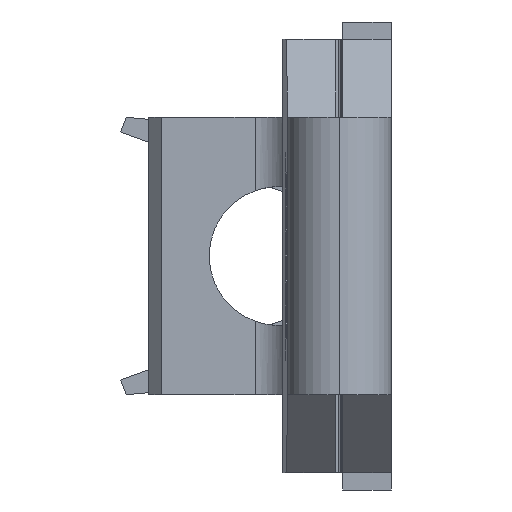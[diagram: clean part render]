
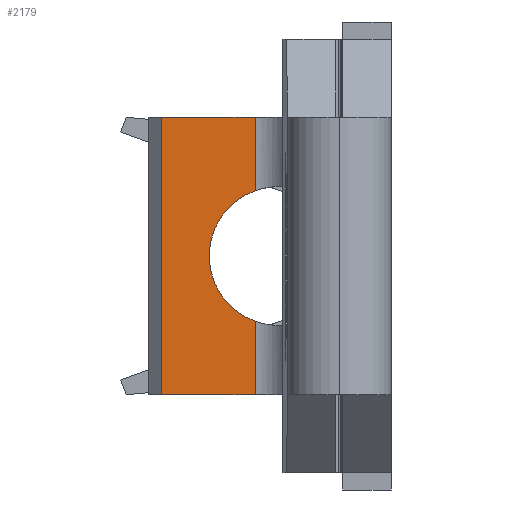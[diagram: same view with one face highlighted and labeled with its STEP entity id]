
A CAD part, left-side view. The second image highlights one B-rep face of the part: STEP entity #2179.
In plain terms, the highlighted planar face has unit normal (-1, 0, 0).
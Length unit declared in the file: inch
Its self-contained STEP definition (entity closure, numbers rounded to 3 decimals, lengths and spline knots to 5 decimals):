
#38 = ORIENTED_EDGE ( 'NONE', *, *, #392, .T. ) ;
#196 = ORIENTED_EDGE ( 'NONE', *, *, #280, .T. ) ;
#261 = CARTESIAN_POINT ( 'NONE',  ( 0.72, 0.1025, -0.08 ) ) ;
#280 = EDGE_CURVE ( 'NONE', #3964, #3246, #2836, .T. ) ;
#360 = ORIENTED_EDGE ( 'NONE', *, *, #447, .T. ) ;
#392 = EDGE_CURVE ( 'NONE', #4583, #3482, #1022, .T. ) ;
#398 = EDGE_CURVE ( 'NONE', #480, #3482, #869, .T. ) ;
#410 = DIRECTION ( 'NONE',  ( 0., 1., 0. ) ) ;
#433 = EDGE_CURVE ( 'NONE', #480, #3964, #4678, .T. ) ;
#443 = EDGE_CURVE ( 'NONE', #4583, #3962, #630, .T. ) ;
#447 = EDGE_CURVE ( 'NONE', #3246, #3962, #4571, .T. ) ;
#480 = VERTEX_POINT ( 'NONE', #1744 ) ;
#630 = LINE ( 'NONE', #1152, #3530 ) ;
#710 = ORIENTED_EDGE ( 'NONE', *, *, #398, .F. ) ;
#869 = LINE ( 'NONE', #3730, #3762 ) ;
#959 = DIRECTION ( 'NONE',  ( 0., 0., -1. ) ) ;
#1022 = CIRCLE ( 'NONE', #1050, 0.04 ) ;
#1050 = AXIS2_PLACEMENT_3D ( 'NONE', #1503, #4130, #1884 ) ;
#1152 = CARTESIAN_POINT ( 'NONE',  ( 0.72, 0.0485, 0.125 ) ) ;
#1234 = CARTESIAN_POINT ( 'NONE',  ( 0.72, 0.1025, 0.125 ) ) ;
#1503 = CARTESIAN_POINT ( 'NONE',  ( 0.72, 0.035, 0. ) ) ;
#1559 = VECTOR ( 'NONE', #4553, 39.37008 ) ;
#1738 = VECTOR ( 'NONE', #959, 39.37008 ) ;
#1744 = CARTESIAN_POINT ( 'NONE',  ( 0.72, 0.0485, 0.08 ) ) ;
#1884 = DIRECTION ( 'NONE',  ( 0., 1., 0. ) ) ;
#1921 = EDGE_LOOP ( 'NONE', ( #4507, #38, #710, #1970, #196, #360 ) ) ;
#1970 = ORIENTED_EDGE ( 'NONE', *, *, #433, .T. ) ;
#2179 = ADVANCED_FACE ( 'NONE', ( #3305 ), #5008, .F. ) ;
#2238 = CARTESIAN_POINT ( 'NONE',  ( 0.72, 0.0485, -0.08 ) ) ;
#2299 = CARTESIAN_POINT ( 'NONE',  ( 0.72, 0.0485, 0.03765 ) ) ;
#2726 = DIRECTION ( 'NONE',  ( 1., 0., 0. ) ) ;
#2836 = LINE ( 'NONE', #4732, #1738 ) ;
#3009 = DIRECTION ( 'NONE',  ( 0., 1., 0. ) ) ;
#3246 = VERTEX_POINT ( 'NONE', #261 ) ;
#3301 = CARTESIAN_POINT ( 'NONE',  ( 0.72, 0.0485, -0.03765 ) ) ;
#3305 = FACE_OUTER_BOUND ( 'NONE', #1921, .T. ) ;
#3357 = DIRECTION ( 'NONE',  ( 0., 0., -1. ) ) ;
#3482 = VERTEX_POINT ( 'NONE', #2299 ) ;
#3530 = VECTOR ( 'NONE', #4914, 39.37008 ) ;
#3663 = VECTOR ( 'NONE', #3009, 39.37008 ) ;
#3730 = CARTESIAN_POINT ( 'NONE',  ( 0.72, 0.0485, 0.125 ) ) ;
#3753 = CARTESIAN_POINT ( 'NONE',  ( 0.72, 0.1025, -0.08 ) ) ;
#3762 = VECTOR ( 'NONE', #3357, 39.37008 ) ;
#3962 = VERTEX_POINT ( 'NONE', #2238 ) ;
#3964 = VERTEX_POINT ( 'NONE', #4883 ) ;
#4130 = DIRECTION ( 'NONE',  ( 1., 0., 0. ) ) ;
#4194 = AXIS2_PLACEMENT_3D ( 'NONE', #1234, #2726, #410 ) ;
#4507 = ORIENTED_EDGE ( 'NONE', *, *, #443, .F. ) ;
#4541 = CARTESIAN_POINT ( 'NONE',  ( 0.72, 0.1025, 0.08 ) ) ;
#4553 = DIRECTION ( 'NONE',  ( 0., -1., 0. ) ) ;
#4571 = LINE ( 'NONE', #3753, #1559 ) ;
#4583 = VERTEX_POINT ( 'NONE', #3301 ) ;
#4678 = LINE ( 'NONE', #4541, #3663 ) ;
#4732 = CARTESIAN_POINT ( 'NONE',  ( 0.72, 0.1025, 0.125 ) ) ;
#4883 = CARTESIAN_POINT ( 'NONE',  ( 0.72, 0.1025, 0.08 ) ) ;
#4914 = DIRECTION ( 'NONE',  ( 0., 0., -1. ) ) ;
#5008 = PLANE ( 'NONE',  #4194 ) ;
